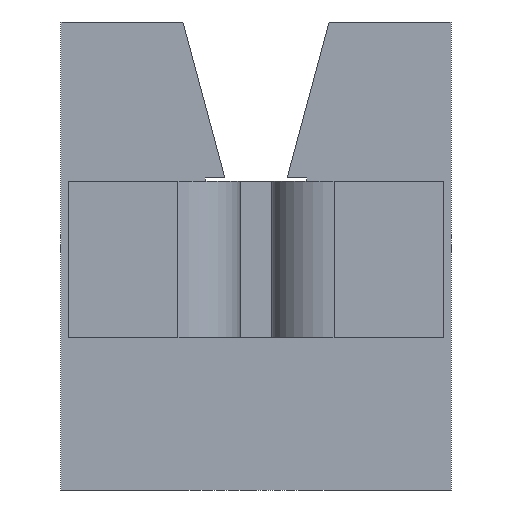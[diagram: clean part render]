
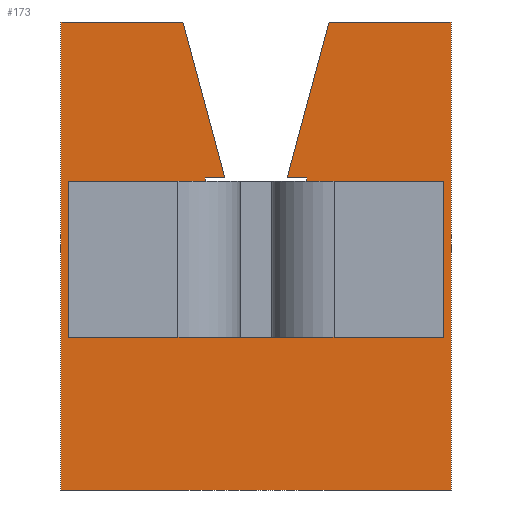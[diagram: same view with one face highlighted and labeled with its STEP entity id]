
A CAD part, front view. The second image highlights one B-rep face of the part: STEP entity #173.
In plain terms, the highlighted planar face has unit normal (0, -1, 0).
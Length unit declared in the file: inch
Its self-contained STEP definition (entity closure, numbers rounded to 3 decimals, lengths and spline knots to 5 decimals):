
#3 = CARTESIAN_POINT ( 'NONE',  ( -0.0128, 0., -0.07953 ) ) ;
#48 = DIRECTION ( 'NONE',  ( -1., 0., 0. ) ) ;
#91 = VECTOR ( 'NONE', #273, 39.37008 ) ;
#117 = CARTESIAN_POINT ( 'NONE',  ( -0.01842, 0., 0. ) ) ;
#129 = FACE_OUTER_BOUND ( 'NONE', #1277, .T. ) ;
#144 = LINE ( 'NONE', #680, #1968 ) ;
#146 = LINE ( 'NONE', #1587, #1263 ) ;
#173 = ADVANCED_FACE ( 'NONE', ( #129 ), #1045, .F. ) ;
#216 = CARTESIAN_POINT ( 'NONE',  ( 0.04921, 0., 0. ) ) ;
#245 = AXIS2_PLACEMENT_3D ( 'NONE', #1293, #1056, #888 ) ;
#254 = VECTOR ( 'NONE', #1963, 39.37008 ) ;
#273 = DIRECTION ( 'NONE',  ( 0., 0., -1. ) ) ;
#313 = CARTESIAN_POINT ( 'NONE',  ( 0.0128, 0., -0.07953 ) ) ;
#332 = EDGE_CURVE ( 'NONE', #848, #1860, #144, .T. ) ;
#353 = DIRECTION ( 'NONE',  ( 0.259, 0., -0.966 ) ) ;
#397 = VERTEX_POINT ( 'NONE', #2093 ) ;
#414 = EDGE_CURVE ( 'NONE', #1860, #2100, #2054, .T. ) ;
#440 = ORIENTED_EDGE ( 'NONE', *, *, #1935, .F. ) ;
#487 = CARTESIAN_POINT ( 'NONE',  ( -0.0128, 0., -0.03937 ) ) ;
#502 = CARTESIAN_POINT ( 'NONE',  ( 0.0128, 0., -0.07953 ) ) ;
#521 = VERTEX_POINT ( 'NONE', #1355 ) ;
#543 = EDGE_CURVE ( 'NONE', #1894, #636, #1267, .T. ) ;
#562 = CARTESIAN_POINT ( 'NONE',  ( -0.04921, 0., -0.11811 ) ) ;
#602 = VECTOR ( 'NONE', #1329, 39.37008 ) ;
#623 = EDGE_CURVE ( 'NONE', #636, #848, #1360, .T. ) ;
#636 = VERTEX_POINT ( 'NONE', #2002 ) ;
#653 = ORIENTED_EDGE ( 'NONE', *, *, #1372, .F. ) ;
#654 = DIRECTION ( 'NONE',  ( 0., 0., -1. ) ) ;
#665 = CARTESIAN_POINT ( 'NONE',  ( 0.04921, 0., -0.11811 ) ) ;
#673 = DIRECTION ( 'NONE',  ( 1., 0., 0. ) ) ;
#680 = CARTESIAN_POINT ( 'NONE',  ( -0.04921, 0., -0.11811 ) ) ;
#693 = DIRECTION ( 'NONE',  ( 0., 0., 1. ) ) ;
#711 = LINE ( 'NONE', #1494, #2120 ) ;
#730 = DIRECTION ( 'NONE',  ( 0.259, 0., 0.966 ) ) ;
#743 = CARTESIAN_POINT ( 'NONE',  ( 0.01842, 0., 0. ) ) ;
#757 = DIRECTION ( 'NONE',  ( 0., 0., 1. ) ) ;
#802 = CARTESIAN_POINT ( 'NONE',  ( -0.00787, 0., -0.03937 ) ) ;
#814 = VERTEX_POINT ( 'NONE', #802 ) ;
#823 = ORIENTED_EDGE ( 'NONE', *, *, #1465, .F. ) ;
#848 = VERTEX_POINT ( 'NONE', #562 ) ;
#865 = LINE ( 'NONE', #487, #91 ) ;
#888 = DIRECTION ( 'NONE',  ( 0., 0., 1. ) ) ;
#927 = CARTESIAN_POINT ( 'NONE',  ( 0.0128, 0., -0.03937 ) ) ;
#1015 = ORIENTED_EDGE ( 'NONE', *, *, #1421, .F. ) ;
#1045 = PLANE ( 'NONE',  #245 ) ;
#1056 = DIRECTION ( 'NONE',  ( 0., 1., 0. ) ) ;
#1112 = DIRECTION ( 'NONE',  ( -1., 0., 0. ) ) ;
#1115 = CARTESIAN_POINT ( 'NONE',  ( 0.04921, 0., 0. ) ) ;
#1121 = EDGE_CURVE ( 'NONE', #814, #521, #146, .T. ) ;
#1159 = EDGE_CURVE ( 'NONE', #397, #2211, #2281, .T. ) ;
#1191 = VERTEX_POINT ( 'NONE', #1972 ) ;
#1196 = CARTESIAN_POINT ( 'NONE',  ( -0.04921, 0., 0. ) ) ;
#1235 = VECTOR ( 'NONE', #757, 39.37008 ) ;
#1241 = ORIENTED_EDGE ( 'NONE', *, *, #543, .F. ) ;
#1263 = VECTOR ( 'NONE', #1112, 39.37008 ) ;
#1267 = LINE ( 'NONE', #665, #1362 ) ;
#1277 = EDGE_LOOP ( 'NONE', ( #1425, #1853, #1241, #440, #2032, #1401, #653, #2166, #1015, #1529, #823, #2268 ) ) ;
#1293 = CARTESIAN_POINT ( 'NONE',  ( 0., 0., 0. ) ) ;
#1329 = DIRECTION ( 'NONE',  ( 1., 0., 0. ) ) ;
#1355 = CARTESIAN_POINT ( 'NONE',  ( -0.0128, 0., -0.03937 ) ) ;
#1360 = LINE ( 'NONE', #2144, #254 ) ;
#1362 = VECTOR ( 'NONE', #654, 39.37008 ) ;
#1372 = EDGE_CURVE ( 'NONE', #2296, #1191, #1489, .T. ) ;
#1401 = ORIENTED_EDGE ( 'NONE', *, *, #1915, .F. ) ;
#1403 = CARTESIAN_POINT ( 'NONE',  ( 0.01842, 0., 0. ) ) ;
#1421 = EDGE_CURVE ( 'NONE', #521, #1506, #865, .T. ) ;
#1425 = ORIENTED_EDGE ( 'NONE', *, *, #332, .F. ) ;
#1452 = CARTESIAN_POINT ( 'NONE',  ( 0.00787, 0., -0.03937 ) ) ;
#1462 = DIRECTION ( 'NONE',  ( 1., 0., 0. ) ) ;
#1465 = EDGE_CURVE ( 'NONE', #2100, #814, #711, .T. ) ;
#1489 = LINE ( 'NONE', #927, #1235 ) ;
#1494 = CARTESIAN_POINT ( 'NONE',  ( -0.01842, 0., 0. ) ) ;
#1506 = VERTEX_POINT ( 'NONE', #3 ) ;
#1529 = ORIENTED_EDGE ( 'NONE', *, *, #1121, .F. ) ;
#1587 = CARTESIAN_POINT ( 'NONE',  ( -0.00787, 0., -0.03937 ) ) ;
#1772 = CARTESIAN_POINT ( 'NONE',  ( -0.04921, 0., 0. ) ) ;
#1853 = ORIENTED_EDGE ( 'NONE', *, *, #623, .F. ) ;
#1860 = VERTEX_POINT ( 'NONE', #1772 ) ;
#1882 = VECTOR ( 'NONE', #673, 39.37008 ) ;
#1885 = LINE ( 'NONE', #502, #1882 ) ;
#1894 = VERTEX_POINT ( 'NONE', #216 ) ;
#1915 = EDGE_CURVE ( 'NONE', #1191, #397, #2224, .T. ) ;
#1935 = EDGE_CURVE ( 'NONE', #2211, #1894, #2257, .T. ) ;
#1963 = DIRECTION ( 'NONE',  ( -1., 0., 0. ) ) ;
#1968 = VECTOR ( 'NONE', #693, 39.37008 ) ;
#1972 = CARTESIAN_POINT ( 'NONE',  ( 0.0128, 0., -0.03937 ) ) ;
#2002 = CARTESIAN_POINT ( 'NONE',  ( 0.04921, 0., -0.11811 ) ) ;
#2025 = VECTOR ( 'NONE', #730, 39.37008 ) ;
#2032 = ORIENTED_EDGE ( 'NONE', *, *, #1159, .F. ) ;
#2054 = LINE ( 'NONE', #1196, #602 ) ;
#2093 = CARTESIAN_POINT ( 'NONE',  ( 0.00787, 0., -0.03937 ) ) ;
#2100 = VERTEX_POINT ( 'NONE', #117 ) ;
#2120 = VECTOR ( 'NONE', #353, 39.37008 ) ;
#2144 = CARTESIAN_POINT ( 'NONE',  ( -0.04921, 0., -0.11811 ) ) ;
#2145 = EDGE_CURVE ( 'NONE', #1506, #2296, #1885, .T. ) ;
#2166 = ORIENTED_EDGE ( 'NONE', *, *, #2145, .F. ) ;
#2181 = VECTOR ( 'NONE', #1462, 39.37008 ) ;
#2209 = VECTOR ( 'NONE', #48, 39.37008 ) ;
#2211 = VERTEX_POINT ( 'NONE', #1403 ) ;
#2224 = LINE ( 'NONE', #1452, #2209 ) ;
#2257 = LINE ( 'NONE', #1115, #2181 ) ;
#2268 = ORIENTED_EDGE ( 'NONE', *, *, #414, .F. ) ;
#2281 = LINE ( 'NONE', #743, #2025 ) ;
#2296 = VERTEX_POINT ( 'NONE', #313 ) ;
